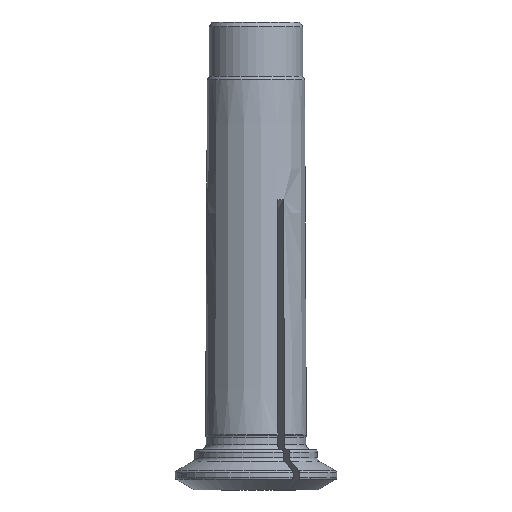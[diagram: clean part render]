
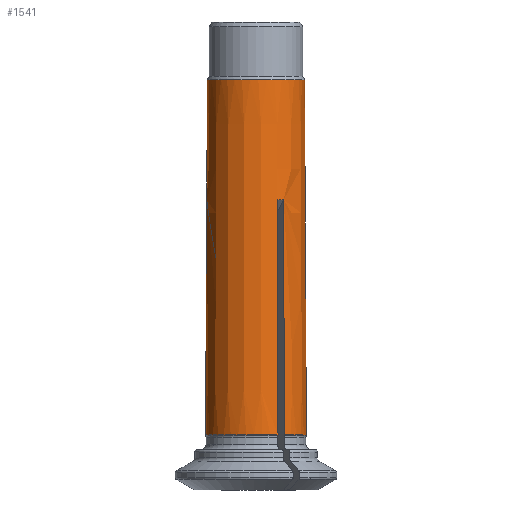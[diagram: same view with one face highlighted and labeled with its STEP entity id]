
A CAD part, front view. The second image highlights one B-rep face of the part: STEP entity #1541.
In plain terms, the highlighted conical face has half-angle 0.286 degrees and reference radius 3.002 mm.
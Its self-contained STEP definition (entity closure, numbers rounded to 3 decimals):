
#85=ELLIPSE('',#1593,4.345,3.072);
#88=ELLIPSE('',#1601,4.345,3.072);
#92=ELLIPSE('',#1615,4.345,3.072);
#96=LINE('',#2076,#159);
#109=LINE('',#2144,#172);
#128=LINE('',#2254,#191);
#135=LINE('',#2303,#198);
#136=LINE('',#2306,#199);
#137=LINE('',#2310,#200);
#159=VECTOR('',#1742,1000.);
#172=VECTOR('',#1771,1000.);
#191=VECTOR('',#1810,1000.);
#198=VECTOR('',#1871,1000.);
#199=VECTOR('',#1874,1000.);
#200=VECTOR('',#1877,1000.);
#349=ORIENTED_EDGE('',*,*,#661,.F.);
#350=ORIENTED_EDGE('',*,*,#646,.F.);
#351=ORIENTED_EDGE('',*,*,#668,.F.);
#352=ORIENTED_EDGE('',*,*,#609,.T.);
#353=ORIENTED_EDGE('',*,*,#607,.F.);
#354=ORIENTED_EDGE('',*,*,#669,.F.);
#355=ORIENTED_EDGE('',*,*,#670,.F.);
#356=ORIENTED_EDGE('',*,*,#585,.T.);
#357=ORIENTED_EDGE('',*,*,#583,.F.);
#358=ORIENTED_EDGE('',*,*,#671,.F.);
#359=ORIENTED_EDGE('',*,*,#672,.F.);
#360=ORIENTED_EDGE('',*,*,#673,.T.);
#361=ORIENTED_EDGE('',*,*,#651,.F.);
#583=EDGE_CURVE('',#754,#752,#85,.T.);
#585=EDGE_CURVE('',#756,#752,#96,.T.);
#607=EDGE_CURVE('',#776,#774,#88,.T.);
#609=EDGE_CURVE('',#778,#774,#109,.T.);
#646=EDGE_CURVE('',#812,#813,#128,.T.);
#651=EDGE_CURVE('',#813,#816,#92,.T.);
#661=EDGE_CURVE('',#822,#822,#881,.T.);
#668=EDGE_CURVE('',#778,#812,#888,.T.);
#669=EDGE_CURVE('',#828,#776,#135,.T.);
#670=EDGE_CURVE('',#756,#828,#889,.T.);
#671=EDGE_CURVE('',#829,#754,#136,.T.);
#672=EDGE_CURVE('',#830,#829,#890,.T.);
#673=EDGE_CURVE('',#830,#816,#137,.T.);
#752=VERTEX_POINT('',#2067);
#754=VERTEX_POINT('',#2071);
#756=VERTEX_POINT('',#2077);
#774=VERTEX_POINT('',#2135);
#776=VERTEX_POINT('',#2139);
#778=VERTEX_POINT('',#2145);
#812=VERTEX_POINT('',#2253);
#813=VERTEX_POINT('',#2255);
#816=VERTEX_POINT('',#2262);
#822=VERTEX_POINT('',#2284);
#828=VERTEX_POINT('',#2304);
#829=VERTEX_POINT('',#2307);
#830=VERTEX_POINT('',#2309);
#881=CIRCLE('',#1626,3.02);
#888=CIRCLE('',#1639,3.13);
#889=CIRCLE('',#1640,3.13);
#890=CIRCLE('',#1641,3.13);
#958=EDGE_LOOP('',(#349));
#959=EDGE_LOOP('',(#350,#351,#352,#353,#354,#355,#356,#357,#358,#359,#360,
#361));
#1032=FACE_BOUND('',#958,.T.);
#1033=FACE_BOUND('',#959,.T.);
#1085=CONICAL_SURFACE('',#1638,3.002,0.005);
#1541=ADVANCED_FACE('',(#1032,#1033),#1085,.T.);
#1593=AXIS2_PLACEMENT_3D('',#2072,#1737,#1738);
#1601=AXIS2_PLACEMENT_3D('',#2140,#1766,#1767);
#1615=AXIS2_PLACEMENT_3D('',#2264,#1818,#1819);
#1626=AXIS2_PLACEMENT_3D('',#2283,#1843,#1844);
#1638=AXIS2_PLACEMENT_3D('',#2301,#1867,#1868);
#1639=AXIS2_PLACEMENT_3D('',#2302,#1869,#1870);
#1640=AXIS2_PLACEMENT_3D('',#2305,#1872,#1873);
#1641=AXIS2_PLACEMENT_3D('',#2308,#1875,#1876);
#1737=DIRECTION('',(0.354,-0.612,-0.707));
#1738=DIRECTION('',(-0.354,0.612,-0.707));
#1742=DIRECTION('',(-0.003,0.004,1.));
#1766=DIRECTION('',(-0.707,0.,-0.707));
#1767=DIRECTION('',(0.707,0.,-0.707));
#1771=DIRECTION('',(0.005,0.,1.));
#1810=DIRECTION('',(-0.003,-0.004,1.));
#1818=DIRECTION('',(0.354,0.612,-0.707));
#1819=DIRECTION('',(-0.354,-0.612,-0.707));
#1843=DIRECTION('',(0.,0.,1.));
#1844=DIRECTION('',(1.,0.,0.));
#1867=DIRECTION('',(0.,0.,-1.));
#1868=DIRECTION('',(-1.,0.,0.));
#1869=DIRECTION('',(0.,0.,-1.));
#1870=DIRECTION('',(-1.,0.,0.));
#1871=DIRECTION('',(0.005,0.,1.));
#1872=DIRECTION('',(0.,0.,-1.));
#1873=DIRECTION('',(-1.,0.,0.));
#1874=DIRECTION('',(-0.003,0.004,1.));
#1875=DIRECTION('',(0.,0.,-1.));
#1876=DIRECTION('',(-1.,0.,0.));
#1877=DIRECTION('',(-0.003,-0.004,1.));
#2067=CARTESIAN_POINT('',(1.33,-2.753,17.992));
#2071=CARTESIAN_POINT('',(1.719,-2.528,17.992));
#2072=CARTESIAN_POINT('',(-0.008,0.013,14.928));
#2076=CARTESIAN_POINT('',(1.348,-2.784,10.708));
#2077=CARTESIAN_POINT('',(1.366,-2.816,3.425));
#2135=CARTESIAN_POINT('',(-3.049,0.225,17.992));
#2139=CARTESIAN_POINT('',(-3.049,-0.225,17.992));
#2140=CARTESIAN_POINT('',(0.015,0.,14.928));
#2144=CARTESIAN_POINT('',(-3.085,0.225,10.708));
#2145=CARTESIAN_POINT('',(-3.122,0.225,3.425));
#2253=CARTESIAN_POINT('',(1.366,2.816,3.425));
#2254=CARTESIAN_POINT('',(1.348,2.784,10.708));
#2255=CARTESIAN_POINT('',(1.33,2.753,17.992));
#2262=CARTESIAN_POINT('',(1.719,2.528,17.992));
#2264=CARTESIAN_POINT('',(-0.008,-0.013,14.928));
#2283=CARTESIAN_POINT('',(0.,0.,25.416));
#2284=CARTESIAN_POINT('',(3.02,0.,25.416));
#2301=CARTESIAN_POINT('',(0.,0.,29.));
#2302=CARTESIAN_POINT('',(0.,0.,3.425));
#2303=CARTESIAN_POINT('',(-3.085,-0.225,10.708));
#2304=CARTESIAN_POINT('',(-3.122,-0.225,3.425));
#2305=CARTESIAN_POINT('',(0.,0.,3.425));
#2306=CARTESIAN_POINT('',(1.737,-2.559,10.708));
#2307=CARTESIAN_POINT('',(1.756,-2.591,3.425));
#2308=CARTESIAN_POINT('',(0.,0.,3.425));
#2309=CARTESIAN_POINT('',(1.756,2.591,3.425));
#2310=CARTESIAN_POINT('',(1.737,2.559,10.708));
